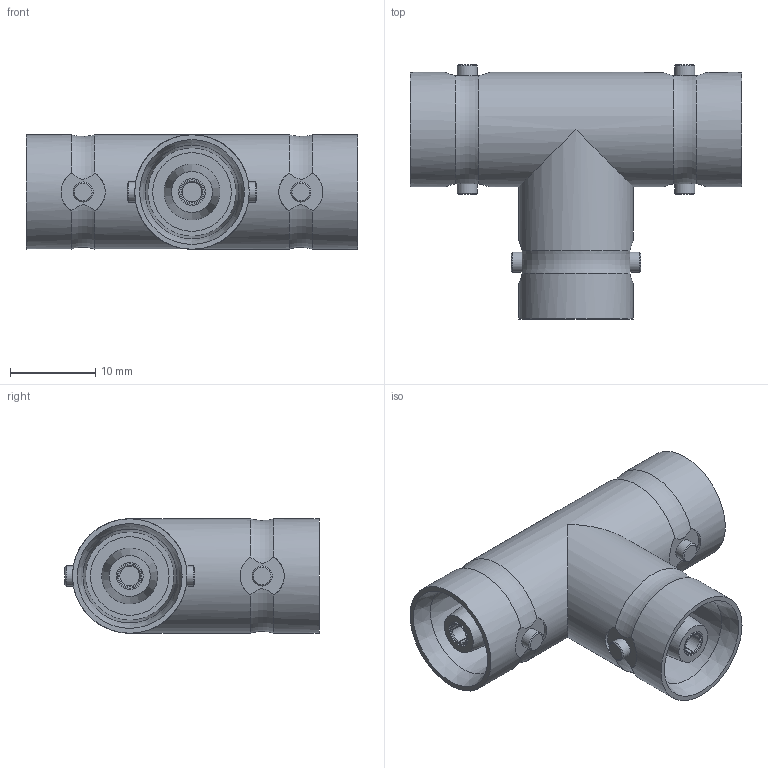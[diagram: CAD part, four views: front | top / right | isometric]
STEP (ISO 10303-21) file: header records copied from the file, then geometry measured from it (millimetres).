
FILE_DESCRIPTION (( 'STEP AP203' ), '1' );
FILE_NAME ('PE9294_3D.step', '2021-10-07T15:03:31', ( '' ), ( '' ), 'SwSTEP 2.0', 'SolidWorks 2021', '' );
FILE_SCHEMA (( 'CONFIG_CONTROL_DESIGN' ));
Length unit declared in the file: inch
Products named in the file (1): PE9294_3D
Bounding box: 39 x 29.89 x 13.46 mm (x, y, z)
Volume: 5763.9 mm3; surface area: 4569.4 mm2
Topology: 1 solids, 1 shells, 146 faces, 359 edges, 236 vertices
Faces by surface type: plane 78, cylinder 35, cone 27, torus 6
Full cylindrical faces by diameter (mm): 2.337 x3, 2.362 x6, 2.845 x3, 3.15 x3, 9.25 x3, 13.462 x5
Entity records: 5260 total; most frequent: CARTESIAN_POINT 1972, DIRECTION 666, ORIENTED_EDGE 616, EDGE_CURVE 308, AXIS2_PLACEMENT_3D 285, VERTEX_POINT 224, EDGE_LOOP 206, FACE_OUTER_BOUND 169
